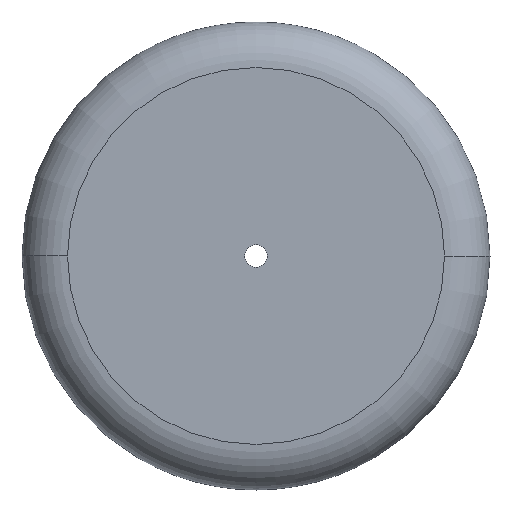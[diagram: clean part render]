
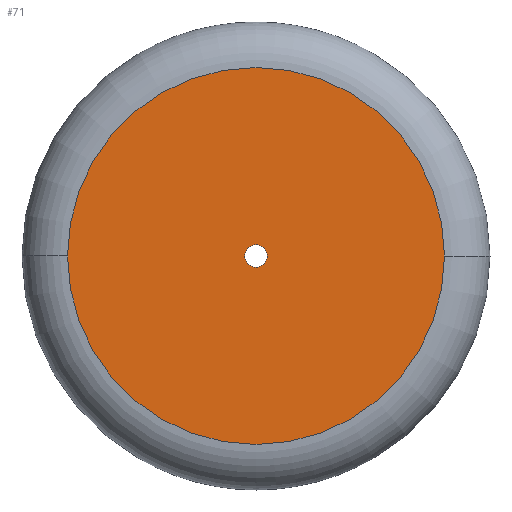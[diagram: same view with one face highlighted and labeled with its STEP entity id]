
A CAD part, left-side view. The second image highlights one B-rep face of the part: STEP entity #71.
In plain terms, the highlighted planar face has unit normal (-1, 0, 0).
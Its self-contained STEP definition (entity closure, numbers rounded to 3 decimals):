
#7 = EDGE_LOOP ( 'NONE', ( #237, #175 ) ) ;
#16 = CARTESIAN_POINT ( 'NONE',  ( -118.899, 0., 0. ) ) ;
#26 = VERTEX_POINT ( 'NONE', #124 ) ;
#27 = VERTEX_POINT ( 'NONE', #79 ) ;
#38 = PLANE ( 'NONE',  #80 ) ;
#39 = EDGE_CURVE ( 'NONE', #27, #189, #260, .T. ) ;
#53 = EDGE_CURVE ( 'NONE', #26, #197, #250, .T. ) ;
#60 = EDGE_CURVE ( 'NONE', #189, #27, #247, .T. ) ;
#64 = AXIS2_PLACEMENT_3D ( 'NONE', #99, #266, #185 ) ;
#67 = EDGE_LOOP ( 'NONE', ( #136, #92 ) ) ;
#71 = ADVANCED_FACE ( 'NONE', ( #246, #228 ), #38, .T. ) ;
#79 = CARTESIAN_POINT ( 'NONE',  ( -118.899, 2.5, 0. ) ) ;
#80 = AXIS2_PLACEMENT_3D ( 'NONE', #244, #211, #186 ) ;
#85 = AXIS2_PLACEMENT_3D ( 'NONE', #16, #268, #165 ) ;
#90 = CARTESIAN_POINT ( 'NONE',  ( -118.899, -2.5, 0. ) ) ;
#92 = ORIENTED_EDGE ( 'NONE', *, *, #60, .T. ) ;
#94 = CARTESIAN_POINT ( 'NONE',  ( -118.899, 0., 0. ) ) ;
#99 = CARTESIAN_POINT ( 'NONE',  ( -118.899, 0., 0. ) ) ;
#124 = CARTESIAN_POINT ( 'NONE',  ( -118.899, 41.307, 0. ) ) ;
#125 = CARTESIAN_POINT ( 'NONE',  ( -118.899, 0., 0. ) ) ;
#131 = DIRECTION ( 'NONE',  ( -1., 0., 0. ) ) ;
#136 = ORIENTED_EDGE ( 'NONE', *, *, #39, .T. ) ;
#147 = DIRECTION ( 'NONE',  ( 1., 0., 0. ) ) ;
#165 = DIRECTION ( 'NONE',  ( 0., 1., 0. ) ) ;
#171 = AXIS2_PLACEMENT_3D ( 'NONE', #94, #131, #236 ) ;
#175 = ORIENTED_EDGE ( 'NONE', *, *, #53, .T. ) ;
#185 = DIRECTION ( 'NONE',  ( 0., -1., 0. ) ) ;
#186 = DIRECTION ( 'NONE',  ( 0., -1., 0. ) ) ;
#189 = VERTEX_POINT ( 'NONE', #90 ) ;
#197 = VERTEX_POINT ( 'NONE', #262 ) ;
#199 = AXIS2_PLACEMENT_3D ( 'NONE', #125, #147, #210 ) ;
#210 = DIRECTION ( 'NONE',  ( 0., 1., 0. ) ) ;
#211 = DIRECTION ( 'NONE',  ( -1., 0., 0. ) ) ;
#228 = FACE_BOUND ( 'NONE', #67, .T. ) ;
#236 = DIRECTION ( 'NONE',  ( 0., -1., 0. ) ) ;
#237 = ORIENTED_EDGE ( 'NONE', *, *, #251, .T. ) ;
#244 = CARTESIAN_POINT ( 'NONE',  ( -118.899, 2.5, 0. ) ) ;
#246 = FACE_OUTER_BOUND ( 'NONE', #7, .T. ) ;
#247 = CIRCLE ( 'NONE', #85, 2.5 ) ;
#250 = CIRCLE ( 'NONE', #64, 41.307 ) ;
#251 = EDGE_CURVE ( 'NONE', #197, #26, #269, .T. ) ;
#260 = CIRCLE ( 'NONE', #199, 2.5 ) ;
#262 = CARTESIAN_POINT ( 'NONE',  ( -118.899, -41.307, 0. ) ) ;
#266 = DIRECTION ( 'NONE',  ( -1., 0., 0. ) ) ;
#268 = DIRECTION ( 'NONE',  ( 1., 0., 0. ) ) ;
#269 = CIRCLE ( 'NONE', #171, 41.307 ) ;
